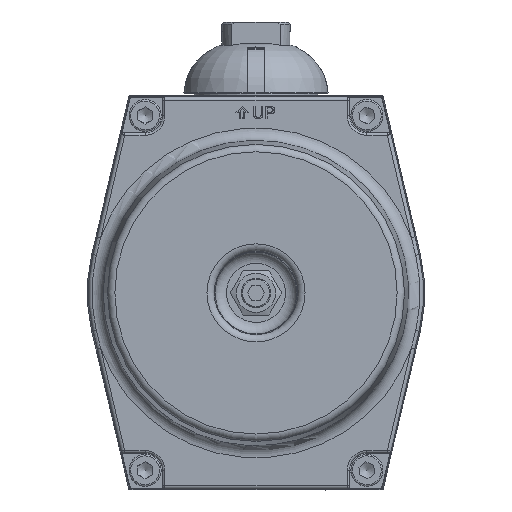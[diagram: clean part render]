
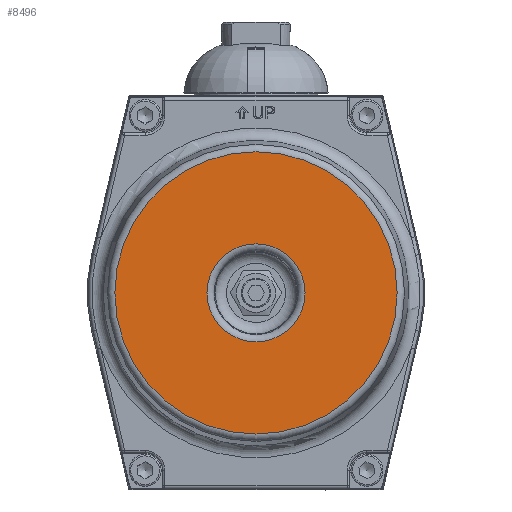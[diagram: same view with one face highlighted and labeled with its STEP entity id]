
A CAD part, front view. The second image highlights one B-rep face of the part: STEP entity #8496.
In plain terms, the highlighted planar face has unit normal (0, -1, 0).
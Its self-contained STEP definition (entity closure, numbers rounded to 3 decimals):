
#427=PLANE('',#9390);
#2471=ORIENTED_EDGE('',*,*,#4535,.F.);
#2472=ORIENTED_EDGE('',*,*,#4536,.T.);
#4535=EDGE_CURVE('',#5822,#5822,#6653,.T.);
#4536=EDGE_CURVE('',#5823,#5823,#6654,.T.);
#5822=VERTEX_POINT('',#14129);
#5823=VERTEX_POINT('',#14131);
#6653=CIRCLE('',#9391,19.898);
#6654=CIRCLE('',#9392,57.292);
#7138=EDGE_LOOP('',(#2471));
#7139=EDGE_LOOP('',(#2472));
#7800=FACE_BOUND('',#7138,.T.);
#7801=FACE_BOUND('',#7139,.T.);
#8496=ADVANCED_FACE('',(#7800,#7801),#427,.T.);
#9390=AXIS2_PLACEMENT_3D('',#14127,#10743,#10744);
#9391=AXIS2_PLACEMENT_3D('',#14128,#10745,#10746);
#9392=AXIS2_PLACEMENT_3D('',#14130,#10747,#10748);
#10743=DIRECTION('',(0.,-1.,0.));
#10744=DIRECTION('',(1.,0.,0.));
#10745=DIRECTION('',(0.,-1.,0.));
#10746=DIRECTION('',(1.,0.,0.));
#10747=DIRECTION('',(0.,-1.,0.));
#10748=DIRECTION('',(1.,0.,0.));
#14127=CARTESIAN_POINT('',(-17.,-150.5,0.));
#14128=CARTESIAN_POINT('',(0.,-150.5,0.));
#14129=CARTESIAN_POINT('',(19.898,-150.5,0.));
#14130=CARTESIAN_POINT('',(0.,-150.5,0.));
#14131=CARTESIAN_POINT('',(57.292,-150.5,0.));
